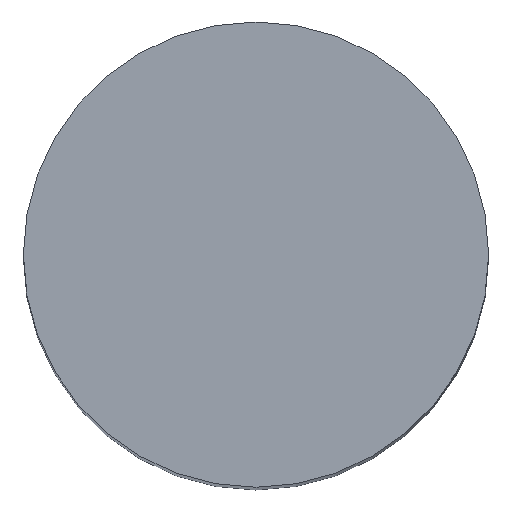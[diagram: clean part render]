
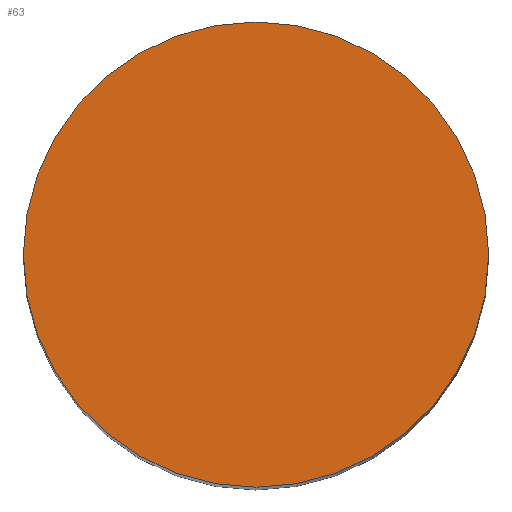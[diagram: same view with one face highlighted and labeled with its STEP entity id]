
A CAD part, top view. The second image highlights one B-rep face of the part: STEP entity #63.
In plain terms, the highlighted planar face has unit normal (0, 0, 1).
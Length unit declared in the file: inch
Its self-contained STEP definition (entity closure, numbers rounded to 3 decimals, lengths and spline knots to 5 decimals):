
#3 = CARTESIAN_POINT ( 'NONE',  ( 0., 0., 2. ) ) ;
#14 = DIRECTION ( 'NONE',  ( 1., 0., 0. ) ) ;
#15 = PLANE ( 'NONE',  #38 ) ;
#21 = FACE_OUTER_BOUND ( 'NONE', #147, .T. ) ;
#38 = AXIS2_PLACEMENT_3D ( 'NONE', #126, #109, #14 ) ;
#40 = VERTEX_POINT ( 'NONE', #116 ) ;
#52 = CIRCLE ( 'NONE', #114, 0.29528 ) ;
#53 = DIRECTION ( 'NONE',  ( 0., 0., 1. ) ) ;
#57 = EDGE_CURVE ( 'NONE', #95, #40, #127, .T. ) ;
#63 = ADVANCED_FACE ( 'NONE', ( #21 ), #15, .T. ) ;
#66 = ORIENTED_EDGE ( 'NONE', *, *, #57, .T. ) ;
#69 = DIRECTION ( 'NONE',  ( 1., 0., 0. ) ) ;
#87 = DIRECTION ( 'NONE',  ( 1., 0., 0. ) ) ;
#95 = VERTEX_POINT ( 'NONE', #124 ) ;
#109 = DIRECTION ( 'NONE',  ( 0., 0., 1. ) ) ;
#114 = AXIS2_PLACEMENT_3D ( 'NONE', #3, #53, #87 ) ;
#116 = CARTESIAN_POINT ( 'NONE',  ( 0.29528, 0., 2. ) ) ;
#124 = CARTESIAN_POINT ( 'NONE',  ( -0.29528, 0., 2. ) ) ;
#126 = CARTESIAN_POINT ( 'NONE',  ( 0., 0., 2. ) ) ;
#127 = CIRCLE ( 'NONE', #135, 0.29528 ) ;
#133 = EDGE_CURVE ( 'NONE', #40, #95, #52, .T. ) ;
#135 = AXIS2_PLACEMENT_3D ( 'NONE', #146, #149, #69 ) ;
#137 = ORIENTED_EDGE ( 'NONE', *, *, #133, .T. ) ;
#146 = CARTESIAN_POINT ( 'NONE',  ( 0., 0., 2. ) ) ;
#147 = EDGE_LOOP ( 'NONE', ( #66, #137 ) ) ;
#149 = DIRECTION ( 'NONE',  ( 0., 0., 1. ) ) ;
